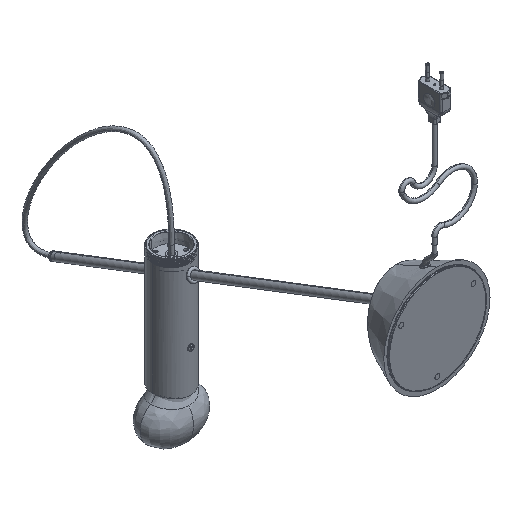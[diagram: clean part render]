
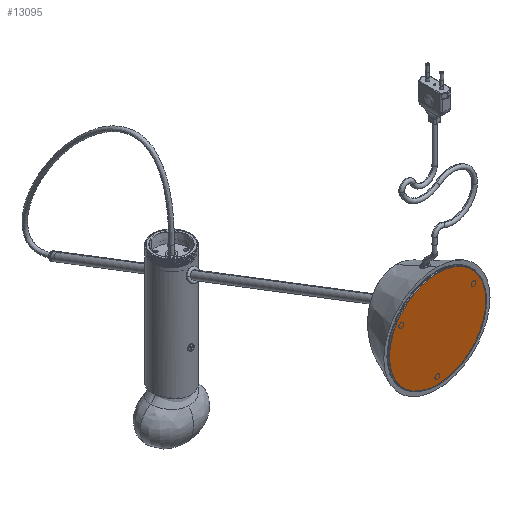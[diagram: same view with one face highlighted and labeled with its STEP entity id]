
A CAD part, isometric view. The second image highlights one B-rep face of the part: STEP entity #13095.
In plain terms, the highlighted planar face has unit normal (0, -1, 0).
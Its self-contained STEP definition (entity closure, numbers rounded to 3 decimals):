
#1579 = AXIS2_PLACEMENT_3D ( 'NONE', #2843, #27118, #6852 ) ;
#2843 = CARTESIAN_POINT ( 'NONE',  ( 0., 0., 0. ) ) ;
#2978 = DIRECTION ( 'NONE',  ( 0., 1., 0. ) ) ;
#5414 = VERTEX_POINT ( 'NONE', #22905 ) ;
#6852 = DIRECTION ( 'NONE',  ( 0., 0., 1. ) ) ;
#7755 = FACE_OUTER_BOUND ( 'NONE', #18495, .T. ) ;
#9951 = CIRCLE ( 'NONE', #24553, 64. ) ;
#11719 = CARTESIAN_POINT ( 'NONE',  ( 0., 0., 0. ) ) ;
#12386 = ORIENTED_EDGE ( 'NONE', *, *, #13324, .F. ) ;
#12901 = DIRECTION ( 'NONE',  ( 0., 0., 1. ) ) ;
#13095 = ADVANCED_FACE ( 'NONE', ( #7755 ), #16776, .F. ) ;
#13324 = EDGE_CURVE ( 'NONE', #26513, #5414, #14823, .T. ) ;
#14341 = AXIS2_PLACEMENT_3D ( 'NONE', #25787, #23566, #12901 ) ;
#14361 = DIRECTION ( 'NONE',  ( 0., 0., 1. ) ) ;
#14823 = CIRCLE ( 'NONE', #1579, 64. ) ;
#16776 = PLANE ( 'NONE',  #14341 ) ;
#18495 = EDGE_LOOP ( 'NONE', ( #12386, #25187 ) ) ;
#21601 = CARTESIAN_POINT ( 'NONE',  ( 0., 0., -64. ) ) ;
#22905 = CARTESIAN_POINT ( 'NONE',  ( 0., 0., 64. ) ) ;
#23566 = DIRECTION ( 'NONE',  ( 0., 1., 0. ) ) ;
#24553 = AXIS2_PLACEMENT_3D ( 'NONE', #11719, #2978, #14361 ) ;
#25104 = EDGE_CURVE ( 'NONE', #5414, #26513, #9951, .T. ) ;
#25187 = ORIENTED_EDGE ( 'NONE', *, *, #25104, .F. ) ;
#25787 = CARTESIAN_POINT ( 'NONE',  ( 0., 0., 0. ) ) ;
#26513 = VERTEX_POINT ( 'NONE', #21601 ) ;
#27118 = DIRECTION ( 'NONE',  ( 0., 1., 0. ) ) ;
